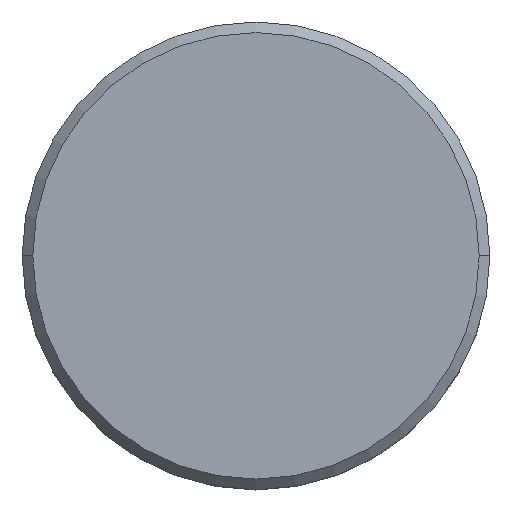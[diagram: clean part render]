
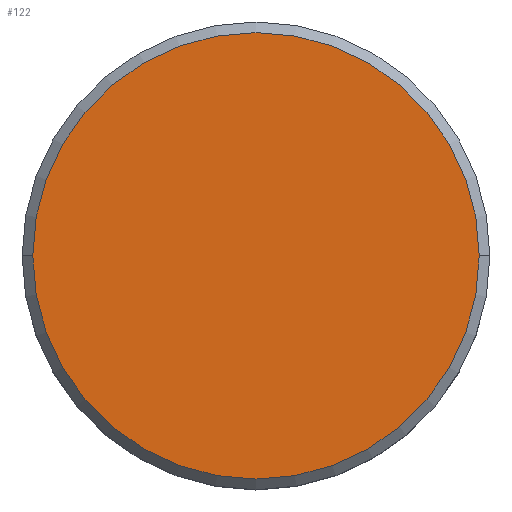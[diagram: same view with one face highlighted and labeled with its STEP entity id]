
A CAD part, top view. The second image highlights one B-rep face of the part: STEP entity #122.
In plain terms, the highlighted planar face has unit normal (0, 0, 1).
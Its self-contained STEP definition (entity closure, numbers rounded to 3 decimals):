
#16 = FACE_OUTER_BOUND ( 'NONE', #189, .T. ) ;
#21 = CIRCLE ( 'NONE', #278, 10.5 ) ;
#54 = CARTESIAN_POINT ( 'NONE',  ( 0., 0., 0. ) ) ;
#56 = AXIS2_PLACEMENT_3D ( 'NONE', #156, #80, #257 ) ;
#68 = EDGE_CURVE ( 'NONE', #178, #289, #440, .T. ) ;
#80 = DIRECTION ( 'NONE',  ( 0., 0., 1. ) ) ;
#119 = CARTESIAN_POINT ( 'NONE',  ( 0., 0., 0. ) ) ;
#122 = ADVANCED_FACE ( 'NONE', ( #16 ), #296, .T. ) ;
#156 = CARTESIAN_POINT ( 'NONE',  ( 0., 0., 0. ) ) ;
#178 = VERTEX_POINT ( 'NONE', #198 ) ;
#188 = DIRECTION ( 'NONE',  ( 0., 0., 1. ) ) ;
#189 = EDGE_LOOP ( 'NONE', ( #354, #390 ) ) ;
#198 = CARTESIAN_POINT ( 'NONE',  ( -10.5, 0., 0. ) ) ;
#227 = CARTESIAN_POINT ( 'NONE',  ( 10.5, 0., 0. ) ) ;
#228 = EDGE_CURVE ( 'NONE', #289, #178, #21, .T. ) ;
#257 = DIRECTION ( 'NONE',  ( 1., 0., 0. ) ) ;
#278 = AXIS2_PLACEMENT_3D ( 'NONE', #54, #335, #304 ) ;
#289 = VERTEX_POINT ( 'NONE', #227 ) ;
#296 = PLANE ( 'NONE',  #56 ) ;
#304 = DIRECTION ( 'NONE',  ( 1., 0., 0. ) ) ;
#323 = AXIS2_PLACEMENT_3D ( 'NONE', #119, #188, #404 ) ;
#335 = DIRECTION ( 'NONE',  ( 0., 0., 1. ) ) ;
#354 = ORIENTED_EDGE ( 'NONE', *, *, #68, .T. ) ;
#390 = ORIENTED_EDGE ( 'NONE', *, *, #228, .T. ) ;
#404 = DIRECTION ( 'NONE',  ( 1., 0., 0. ) ) ;
#440 = CIRCLE ( 'NONE', #323, 10.5 ) ;
